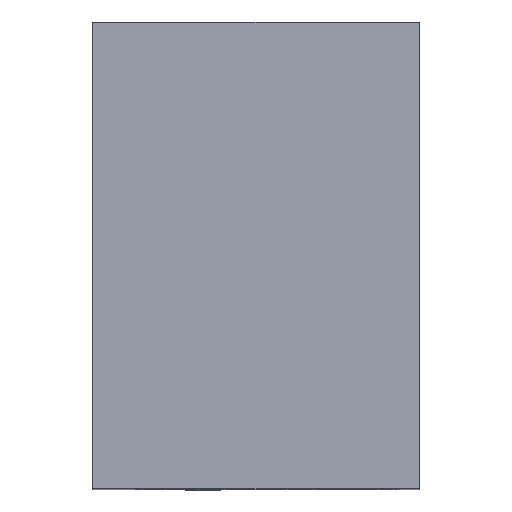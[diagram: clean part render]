
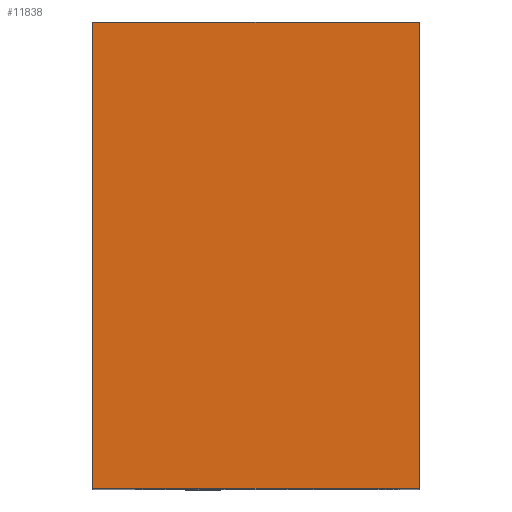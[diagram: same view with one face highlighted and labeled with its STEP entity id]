
A CAD part, top view. The second image highlights one B-rep face of the part: STEP entity #11838.
In plain terms, the highlighted face is planar.
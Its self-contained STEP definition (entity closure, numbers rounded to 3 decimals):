
#71=PLANE('',#13307);
#1212=FACE_OUTER_BOUND('',#1658,.T.);
#1658=EDGE_LOOP('',(#10164,#10165,#10166,#10167));
#2759=LINE('',#19432,#4223);
#2760=LINE('',#19434,#4224);
#2761=LINE('',#19436,#4225);
#2762=LINE('',#19437,#4226);
#4223=VECTOR('',#14810,14.);
#4224=VECTOR('',#14811,20.);
#4225=VECTOR('',#14812,14.);
#4226=VECTOR('',#14813,20.);
#5916=VERTEX_POINT('',#19430);
#5917=VERTEX_POINT('',#19431);
#5918=VERTEX_POINT('',#19433);
#5919=VERTEX_POINT('',#19435);
#8040=EDGE_CURVE('',#5916,#5917,#2759,.T.);
#8041=EDGE_CURVE('',#5917,#5918,#2760,.T.);
#8042=EDGE_CURVE('',#5918,#5919,#2761,.T.);
#8043=EDGE_CURVE('',#5919,#5916,#2762,.T.);
#10164=ORIENTED_EDGE('',*,*,#8040,.T.);
#10165=ORIENTED_EDGE('',*,*,#8041,.T.);
#10166=ORIENTED_EDGE('',*,*,#8042,.T.);
#10167=ORIENTED_EDGE('',*,*,#8043,.T.);
#11838=ADVANCED_FACE('',(#1212),#71,.T.);
#13307=AXIS2_PLACEMENT_3D('',#19429,#14808,#14809);
#14808=DIRECTION('center_axis',(0.,-1.,0.));
#14809=DIRECTION('ref_axis',(0.,0.,-1.));
#14810=DIRECTION('',(-1.,0.,0.));
#14811=DIRECTION('',(0.,0.,-1.));
#14812=DIRECTION('',(1.,0.,0.));
#14813=DIRECTION('',(0.,0.,1.));
#19429=CARTESIAN_POINT('Origin',(-7.,28.3,-1.5));
#19430=CARTESIAN_POINT('',(7.,28.3,8.5));
#19431=CARTESIAN_POINT('',(-7.,28.3,8.5));
#19432=CARTESIAN_POINT('',(7.,28.3,8.5));
#19433=CARTESIAN_POINT('',(-7.,28.3,-11.5));
#19434=CARTESIAN_POINT('',(-7.,28.3,8.5));
#19435=CARTESIAN_POINT('',(7.,28.3,-11.5));
#19436=CARTESIAN_POINT('',(-7.,28.3,-11.5));
#19437=CARTESIAN_POINT('',(7.,28.3,-11.5));
